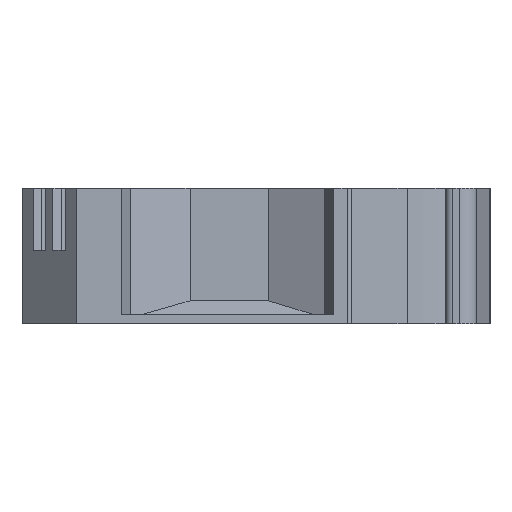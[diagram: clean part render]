
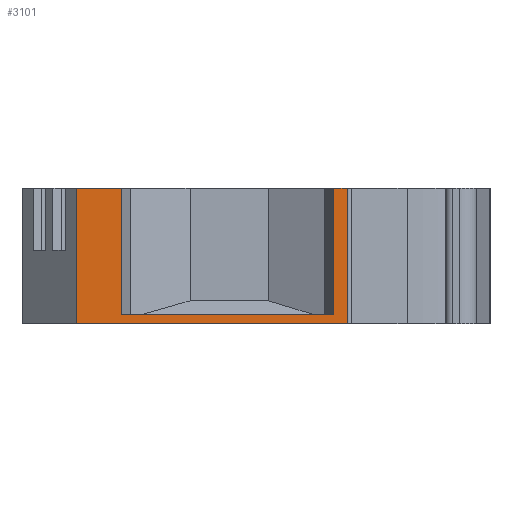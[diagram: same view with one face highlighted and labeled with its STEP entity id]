
A CAD part, left-side view. The second image highlights one B-rep face of the part: STEP entity #3101.
In plain terms, the highlighted planar face has unit normal (-1, 0, 0).
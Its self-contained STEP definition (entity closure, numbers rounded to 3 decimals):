
#122=DIRECTION('',(0.,-1.,0.));
#123=VECTOR('',#122,24.);
#124=CARTESIAN_POINT('',(-20.,15.92,-6.));
#125=LINE('',#124,#123);
#594=DIRECTION('',(0.,0.,1.));
#595=VECTOR('',#594,12.);
#596=CARTESIAN_POINT('',(-20.,-8.08,-6.));
#597=LINE('',#596,#595);
#598=DIRECTION('',(0.,0.,-1.));
#599=VECTOR('',#598,11.2);
#600=CARTESIAN_POINT('',(-20.,-6.88,6.));
#601=LINE('',#600,#599);
#602=DIRECTION('',(0.,0.,1.));
#603=VECTOR('',#602,12.);
#604=CARTESIAN_POINT('',(-20.,15.92,-6.));
#605=LINE('',#604,#603);
#606=DIRECTION('',(0.,0.,-1.));
#607=VECTOR('',#606,11.2);
#608=CARTESIAN_POINT('',(-20.,11.92,6.));
#609=LINE('',#608,#607);
#610=DIRECTION('',(0.,1.,0.));
#611=VECTOR('',#610,18.8);
#612=CARTESIAN_POINT('',(-20.,-6.88,-5.2));
#613=LINE('',#612,#611);
#1010=DIRECTION('',(0.,-1.,0.));
#1011=VECTOR('',#1010,1.2);
#1012=CARTESIAN_POINT('',(-20.,-6.88,6.));
#1013=LINE('',#1012,#1011);
#1034=DIRECTION('',(0.,-1.,0.));
#1035=VECTOR('',#1034,4.);
#1036=CARTESIAN_POINT('',(-20.,15.92,6.));
#1037=LINE('',#1036,#1035);
#1655=CARTESIAN_POINT('',(-20.,15.92,-6.));
#1656=VERTEX_POINT('',#1655);
#1657=CARTESIAN_POINT('',(-20.,-8.08,-6.));
#1658=VERTEX_POINT('',#1657);
#1813=CARTESIAN_POINT('',(-20.,-8.08,6.));
#1815=VERTEX_POINT('',#1813);
#1927=CARTESIAN_POINT('',(-20.,15.92,6.));
#1928=VERTEX_POINT('',#1927);
#2037=CARTESIAN_POINT('',(-20.,-6.88,6.));
#2039=VERTEX_POINT('',#2037);
#2047=CARTESIAN_POINT('',(-20.,11.92,6.));
#2048=VERTEX_POINT('',#2047);
#2049=CARTESIAN_POINT('',(-20.,-6.88,-5.2));
#2050=VERTEX_POINT('',#2049);
#2051=CARTESIAN_POINT('',(-20.,11.92,-5.2));
#2052=VERTEX_POINT('',#2051);
#3080=CARTESIAN_POINT('',(-20.,15.92,-6.));
#3081=DIRECTION('',(-1.,0.,0.));
#3082=DIRECTION('',(0.,-1.,0.));
#3083=AXIS2_PLACEMENT_3D('',#3080,#3081,#3082);
#3084=PLANE('',#3083);
#3086=ORIENTED_EDGE('',*,*,#3085,.F.);
#3088=ORIENTED_EDGE('',*,*,#3087,.T.);
#3089=ORIENTED_EDGE('',*,*,#3072,.F.);
#3090=ORIENTED_EDGE('',*,*,#2164,.F.);
#3092=ORIENTED_EDGE('',*,*,#3091,.T.);
#3094=ORIENTED_EDGE('',*,*,#3093,.T.);
#3096=ORIENTED_EDGE('',*,*,#3095,.T.);
#3098=ORIENTED_EDGE('',*,*,#3097,.F.);
#3099=EDGE_LOOP('',(#3086,#3088,#3089,#3090,#3092,#3094,#3096,#3098));
#3100=FACE_OUTER_BOUND('',#3099,.F.);
#2164=EDGE_CURVE('',#1656,#1658,#125,.T.);
#3072=EDGE_CURVE('',#1658,#1815,#597,.T.);
#3085=EDGE_CURVE('',#2039,#2050,#601,.T.);
#3087=EDGE_CURVE('',#2039,#1815,#1013,.T.);
#3091=EDGE_CURVE('',#1656,#1928,#605,.T.);
#3093=EDGE_CURVE('',#1928,#2048,#1037,.T.);
#3095=EDGE_CURVE('',#2048,#2052,#609,.T.);
#3097=EDGE_CURVE('',#2050,#2052,#613,.T.);
#3101=ADVANCED_FACE('',(#3100),#3084,.T.);
